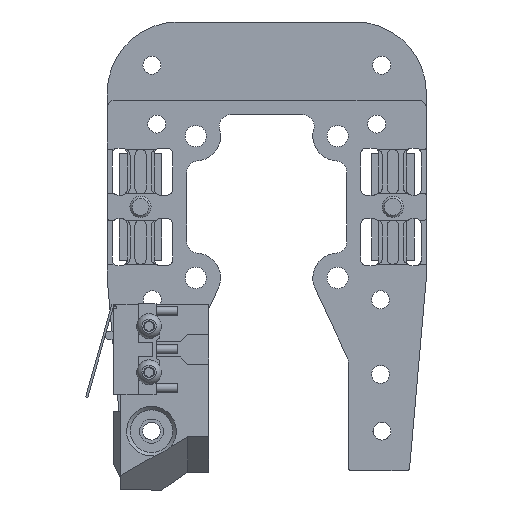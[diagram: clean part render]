
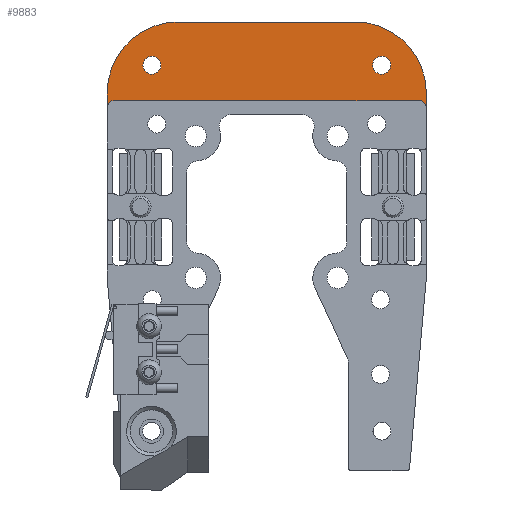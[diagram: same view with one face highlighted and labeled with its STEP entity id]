
A CAD part, front view. The second image highlights one B-rep face of the part: STEP entity #9883.
In plain terms, the highlighted planar face has unit normal (0, -1, 0).
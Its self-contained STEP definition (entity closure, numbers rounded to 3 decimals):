
#296=FACE_BOUND('',#1675,.T.);
#297=FACE_BOUND('',#1676,.T.);
#599=PLANE('',#10829);
#1094=FACE_OUTER_BOUND('',#1674,.T.);
#1674=EDGE_LOOP('',(#8966,#8967,#8968,#8969,#8970,#8971,#8972,#8973));
#1675=EDGE_LOOP('',(#8974));
#1676=EDGE_LOOP('',(#8975));
#2319=LINE('',#16097,#3264);
#2562=LINE('',#16996,#3507);
#2586=LINE('',#17056,#3531);
#2634=LINE('',#17293,#3579);
#3264=VECTOR('',#12564,10.);
#3507=VECTOR('',#13345,10.);
#3531=VECTOR('',#13403,10.);
#3579=VECTOR('',#13587,10.);
#3877=CIRCLE('',#10491,1.);
#3910=CIRCLE('',#10562,10.);
#3918=CIRCLE('',#10595,1.265);
#4006=CIRCLE('',#10761,1.);
#4037=CIRCLE('',#10830,10.);
#4038=CIRCLE('',#10831,1.265);
#4666=VERTEX_POINT('',#16095);
#4667=VERTEX_POINT('',#16096);
#4683=VERTEX_POINT('',#16145);
#4726=VERTEX_POINT('',#16388);
#4739=VERTEX_POINT('',#16530);
#4895=VERTEX_POINT('',#16994);
#4896=VERTEX_POINT('',#16995);
#4915=VERTEX_POINT('',#17052);
#4956=VERTEX_POINT('',#17291);
#4957=VERTEX_POINT('',#17294);
#5848=EDGE_CURVE('',#4666,#4667,#2319,.T.);
#5876=EDGE_CURVE('',#4666,#4683,#3877,.F.);
#5959=EDGE_CURVE('',#4726,#4667,#3910,.T.);
#5988=EDGE_CURVE('',#4739,#4739,#3918,.F.);
#6225=EDGE_CURVE('',#4895,#4896,#2562,.T.);
#6256=EDGE_CURVE('',#4895,#4915,#4006,.F.);
#6258=EDGE_CURVE('',#4915,#4683,#2586,.F.);
#6338=EDGE_CURVE('',#4956,#4896,#4037,.T.);
#6339=EDGE_CURVE('',#4956,#4726,#2634,.T.);
#6340=EDGE_CURVE('',#4957,#4957,#4038,.F.);
#8966=ORIENTED_EDGE('',*,*,#6258,.F.);
#8967=ORIENTED_EDGE('',*,*,#6256,.F.);
#8968=ORIENTED_EDGE('',*,*,#6225,.T.);
#8969=ORIENTED_EDGE('',*,*,#6338,.F.);
#8970=ORIENTED_EDGE('',*,*,#6339,.T.);
#8971=ORIENTED_EDGE('',*,*,#5959,.T.);
#8972=ORIENTED_EDGE('',*,*,#5848,.F.);
#8973=ORIENTED_EDGE('',*,*,#5876,.T.);
#8974=ORIENTED_EDGE('',*,*,#5988,.F.);
#8975=ORIENTED_EDGE('',*,*,#6340,.T.);
#9883=ADVANCED_FACE('',(#1094,#296,#297),#599,.F.);
#10491=AXIS2_PLACEMENT_3D('',#16147,#12612,#12613);
#10562=AXIS2_PLACEMENT_3D('',#16389,#12802,#12803);
#10595=AXIS2_PLACEMENT_3D('',#16531,#12886,#12887);
#10761=AXIS2_PLACEMENT_3D('',#17053,#13398,#13399);
#10829=AXIS2_PLACEMENT_3D('',#17290,#13583,#13584);
#10830=AXIS2_PLACEMENT_3D('',#17292,#13585,#13586);
#10831=AXIS2_PLACEMENT_3D('',#17295,#13588,#13589);
#12564=DIRECTION('',(0.,0.,1.));
#12612=DIRECTION('center_axis',(0.,-1.,0.));
#12613=DIRECTION('ref_axis',(-0.707,0.,0.707));
#12802=DIRECTION('center_axis',(0.,-1.,0.));
#12803=DIRECTION('ref_axis',(-0.707,0.,0.707));
#12886=DIRECTION('center_axis',(0.,1.,0.));
#12887=DIRECTION('ref_axis',(1.,0.,0.));
#13345=DIRECTION('',(0.,0.,1.));
#13398=DIRECTION('center_axis',(0.,1.,0.));
#13399=DIRECTION('ref_axis',(0.707,0.,0.707));
#13403=DIRECTION('',(1.,0.,0.));
#13583=DIRECTION('center_axis',(0.,1.,0.));
#13584=DIRECTION('ref_axis',(0.,0.,
-1.));
#13585=DIRECTION('center_axis',(0.,1.,0.));
#13586=DIRECTION('ref_axis',(0.707,0.,0.707));
#13587=DIRECTION('',(-1.,0.,0.));
#13588=DIRECTION('center_axis',(0.,-1.,0.));
#13589=DIRECTION('ref_axis',(-1.,0.,0.));
#16095=CARTESIAN_POINT('',(-47.388,-12.3,51.225));
#16096=CARTESIAN_POINT('',(-47.388,-12.3,53.3));
#16097=CARTESIAN_POINT('',(-47.388,-12.3,51.645));
#16145=CARTESIAN_POINT('',(-46.388,-12.3,52.225));
#16147=CARTESIAN_POINT('Origin',(-46.388,-12.3,51.225));
#16388=CARTESIAN_POINT('',(-37.388,-12.3,63.3));
#16389=CARTESIAN_POINT('Origin',(-37.388,-12.3,53.3));
#16530=CARTESIAN_POINT('',(-42.352,-12.3,57.204));
#16531=CARTESIAN_POINT('Origin',(-41.087,-12.3,57.204));
#16994=CARTESIAN_POINT('',(-2.388,-12.3,51.225));
#16995=CARTESIAN_POINT('',(-2.388,-12.3,53.3));
#16996=CARTESIAN_POINT('',(-2.388,-12.3,51.645));
#17052=CARTESIAN_POINT('',(-3.388,-12.3,52.225));
#17053=CARTESIAN_POINT('Origin',(-3.388,-12.3,51.225));
#17056=CARTESIAN_POINT('',(-36.138,-12.3,52.225));
#17290=CARTESIAN_POINT('Origin',(-24.888,-12.3,57.762));
#17291=CARTESIAN_POINT('',(-12.388,-12.3,63.3));
#17292=CARTESIAN_POINT('Origin',(-12.388,-12.3,53.3));
#17293=CARTESIAN_POINT('',(-36.301,-12.3,63.3));
#17294=CARTESIAN_POINT('',(-7.424,-12.3,57.204));
#17295=CARTESIAN_POINT('Origin',(-8.688,-12.3,57.204));
